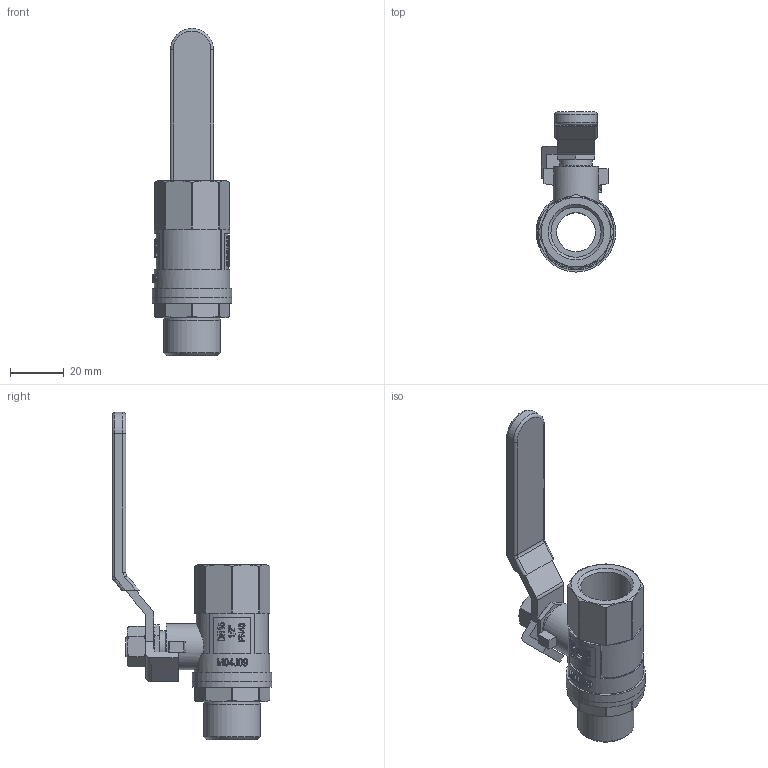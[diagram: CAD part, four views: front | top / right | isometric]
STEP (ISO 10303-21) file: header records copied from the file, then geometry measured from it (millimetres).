
FILE_DESCRIPTION(/* description */ ('Unknown'),/* implementation_level */ '2;1');
FILE_NAME(/* name */ '757-04',/* time_stamp */ '2022-07-29T09:09:13+02:00',/* author */ ('Unknown'),/* organization */ ('Unknown'),/* preprocessor_version */ 'ST-DEVELOPER v16.7',/* originating_system */ 'Solid Edge',/* authorisation */ 'Unknown');
FILE_SCHEMA (('AUTOMOTIVE_DESIGN {1 0 10303 214 3 1 1}'));
Length unit declared in the file: millimetre
Products named in the file (11): 757-1_2 ; 757-1_2-Kvrper-co_oa_0; 757-1_2-Einschraubteil; 757-1_2-Kvrper; 757-1_2-Spindel-co_oa_1; 757-1_2-Spindel; 757-1_2-Stopfbuchse; Stahlgriff 1_4 - 3_4_neu; Stahlgriff-neu; Stahlgriff-Ummantelung_neu; 600-1_2-Mutter
Assembly tree (10 placements, depth 3):
  757-1_2 
    757-1_2-Kvrper-co_oa_0
      757-1_2-Einschraubteil
      757-1_2-Kvrper
    757-1_2-Spindel-co_oa_1
      757-1_2-Spindel
      757-1_2-Stopfbuchse
    Stahlgriff 1_4 - 3_4_neu
      Stahlgriff-neu
      Stahlgriff-Ummantelung_neu
    600-1_2-Mutter
Bounding box: 29.5 x 59.25 x 121.5 mm (x, y, z)
Volume: 28799.7 mm3; surface area: 24627.6 mm2
Topology: 7 solids, 7 shells, 1210 faces, 3357 edges, 2229 vertices
Faces by surface type: plane 1042, cylinder 124, cone 35, bspline 4, torus 3, sphere 2
Full cylindrical faces by diameter (mm): 6.6 x1, 6.75 x1, 8.9 x2, 9.1 x1, 9.3 x1, 10.5 x1, 10.8 x1, 12 x1, 12.5 x1, 14 x1, 14.5 x2, 17 x1, 18.631 x1, 20 x2, 20.955 x1, 20.996 x1, 23.5 x1, 25 x1, 25.5 x1, 28 x1, 29.5 x2
Entity records: 42875 total; most frequent: CARTESIAN_POINT 10012, DIRECTION 7449, ORIENTED_EDGE 6600, EDGE_CURVE 3300, AXIS2_PLACEMENT_3D 3010, VERTEX_POINT 2215, LINE 1429, VECTOR 1429
